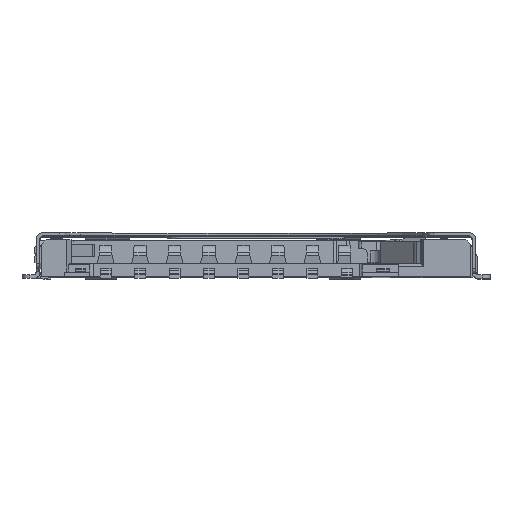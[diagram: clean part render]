
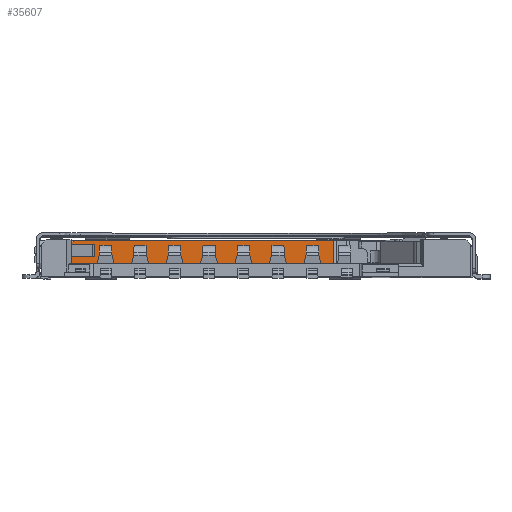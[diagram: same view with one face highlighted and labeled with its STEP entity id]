
A CAD part, top view. The second image highlights one B-rep face of the part: STEP entity #35607.
In plain terms, the highlighted planar face has unit normal (0, 0, 1).
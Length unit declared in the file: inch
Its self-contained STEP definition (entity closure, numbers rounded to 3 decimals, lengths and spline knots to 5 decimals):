
#394 = LINE ( 'NONE', #46518, #45300 ) ;
#703 = ORIENTED_EDGE ( 'NONE', *, *, #32639, .F. ) ;
#1120 = CARTESIAN_POINT ( 'NONE',  ( -0.20043, 0.01575, 0.05197 ) ) ;
#2342 = VECTOR ( 'NONE', #40688, 39.37008 ) ;
#3038 = VECTOR ( 'NONE', #20180, 39.37008 ) ;
#3316 = CARTESIAN_POINT ( 'NONE',  ( 0.09716, 0.01575, 0.05197 ) ) ;
#3635 = ORIENTED_EDGE ( 'NONE', *, *, #20579, .F. ) ;
#5200 = EDGE_CURVE ( 'NONE', #30789, #10246, #36534, .T. ) ;
#5919 = VECTOR ( 'NONE', #15996, 39.37008 ) ;
#6029 = EDGE_CURVE ( 'NONE', #20925, #32206, #46884, .T. ) ;
#6610 = DIRECTION ( 'NONE',  ( 0., 0., 1. ) ) ;
#9332 = DIRECTION ( 'NONE',  ( 0., -1., 0. ) ) ;
#10246 = VERTEX_POINT ( 'NONE', #30358 ) ;
#10345 = EDGE_CURVE ( 'NONE', #30789, #25023, #17267, .T. ) ;
#10443 = CARTESIAN_POINT ( 'NONE',  ( -0.23307, 0.04055, 0.05197 ) ) ;
#10939 = CARTESIAN_POINT ( 'NONE',  ( -0.23307, 0.01575, 0.05197 ) ) ;
#13455 = CARTESIAN_POINT ( 'NONE',  ( -0.03901, 0.01575, 0.05197 ) ) ;
#14193 = DIRECTION ( 'NONE',  ( 0., 1., 0. ) ) ;
#14711 = EDGE_CURVE ( 'NONE', #14808, #25023, #35751, .T. ) ;
#14808 = VERTEX_POINT ( 'NONE', #41887 ) ;
#15996 = DIRECTION ( 'NONE',  ( 1., 0., 0. ) ) ;
#17267 = LINE ( 'NONE', #23945, #19514 ) ;
#17523 = CARTESIAN_POINT ( 'NONE',  ( -0.03901, 0.01575, 0.05197 ) ) ;
#18637 = LINE ( 'NONE', #41644, #5919 ) ;
#19514 = VECTOR ( 'NONE', #31760, 39.37008 ) ;
#19753 = LINE ( 'NONE', #45632, #33614 ) ;
#20026 = ORIENTED_EDGE ( 'NONE', *, *, #6029, .F. ) ;
#20180 = DIRECTION ( 'NONE',  ( 0.707, 0.707, 0. ) ) ;
#20579 = EDGE_CURVE ( 'NONE', #42727, #28506, #18637, .T. ) ;
#20623 = VECTOR ( 'NONE', #33207, 39.37008 ) ;
#20925 = VERTEX_POINT ( 'NONE', #3316 ) ;
#21096 = LINE ( 'NONE', #17523, #42425 ) ;
#21123 = DIRECTION ( 'NONE',  ( 1., 0., 0. ) ) ;
#21374 = EDGE_CURVE ( 'NONE', #34189, #32206, #21096, .T. ) ;
#22048 = AXIS2_PLACEMENT_3D ( 'NONE', #35141, #6610, #21123 ) ;
#23505 = CARTESIAN_POINT ( 'NONE',  ( -0.23307, 0.04055, 0.05197 ) ) ;
#23744 = LINE ( 'NONE', #23505, #3038 ) ;
#23945 = CARTESIAN_POINT ( 'NONE',  ( -0.20043, 0.01575, 0.05197 ) ) ;
#24198 = CARTESIAN_POINT ( 'NONE',  ( -0.02535, 0.01575, 0.05197 ) ) ;
#24295 = EDGE_LOOP ( 'NONE', ( #3635, #703, #31989, #37507, #36351, #45635, #40900, #20026, #46842 ) ) ;
#25023 = VERTEX_POINT ( 'NONE', #10939 ) ;
#27796 = FACE_OUTER_BOUND ( 'NONE', #24295, .T. ) ;
#28038 = CARTESIAN_POINT ( 'NONE',  ( -0.20043, 0.01575, 0.05197 ) ) ;
#28506 = VERTEX_POINT ( 'NONE', #38182 ) ;
#29945 = VECTOR ( 'NONE', #9332, 39.37008 ) ;
#30358 = CARTESIAN_POINT ( 'NONE',  ( -0.18677, 0.01575, 0.05197 ) ) ;
#30446 = DIRECTION ( 'NONE',  ( -1., 0., 0. ) ) ;
#30789 = VERTEX_POINT ( 'NONE', #28038 ) ;
#31760 = DIRECTION ( 'NONE',  ( -1., 0., 0. ) ) ;
#31989 = ORIENTED_EDGE ( 'NONE', *, *, #14711, .T. ) ;
#32028 = DIRECTION ( 'NONE',  ( 1., 0., 0. ) ) ;
#32206 = VERTEX_POINT ( 'NONE', #24198 ) ;
#32639 = EDGE_CURVE ( 'NONE', #14808, #42727, #23744, .T. ) ;
#33207 = DIRECTION ( 'NONE',  ( 1., 0., 0. ) ) ;
#33614 = VECTOR ( 'NONE', #30446, 39.37008 ) ;
#34189 = VERTEX_POINT ( 'NONE', #13455 ) ;
#35141 = CARTESIAN_POINT ( 'NONE',  ( -0.06796, 0.03051, 0.05197 ) ) ;
#35607 = ADVANCED_FACE ( 'NONE', ( #27796 ), #39165, .T. ) ;
#35751 = LINE ( 'NONE', #10443, #29945 ) ;
#36351 = ORIENTED_EDGE ( 'NONE', *, *, #5200, .T. ) ;
#36534 = LINE ( 'NONE', #1120, #20623 ) ;
#37507 = ORIENTED_EDGE ( 'NONE', *, *, #10345, .F. ) ;
#38182 = CARTESIAN_POINT ( 'NONE',  ( 0.09716, 0.04528, 0.05197 ) ) ;
#38759 = EDGE_CURVE ( 'NONE', #34189, #10246, #19753, .T. ) ;
#39165 = PLANE ( 'NONE',  #22048 ) ;
#40688 = DIRECTION ( 'NONE',  ( -1., 0., 0. ) ) ;
#40900 = ORIENTED_EDGE ( 'NONE', *, *, #21374, .T. ) ;
#41644 = CARTESIAN_POINT ( 'NONE',  ( -0.22835, 0.04528, 0.05197 ) ) ;
#41887 = CARTESIAN_POINT ( 'NONE',  ( -0.23307, 0.04055, 0.05197 ) ) ;
#42425 = VECTOR ( 'NONE', #32028, 39.37008 ) ;
#42727 = VERTEX_POINT ( 'NONE', #45842 ) ;
#43314 = CARTESIAN_POINT ( 'NONE',  ( 0.09716, 0.01575, 0.05197 ) ) ;
#45300 = VECTOR ( 'NONE', #14193, 39.37008 ) ;
#45632 = CARTESIAN_POINT ( 'NONE',  ( -0.03901, 0.01575, 0.05197 ) ) ;
#45635 = ORIENTED_EDGE ( 'NONE', *, *, #38759, .F. ) ;
#45787 = EDGE_CURVE ( 'NONE', #20925, #28506, #394, .T. ) ;
#45842 = CARTESIAN_POINT ( 'NONE',  ( -0.22835, 0.04528, 0.05197 ) ) ;
#46518 = CARTESIAN_POINT ( 'NONE',  ( 0.09716, 0.01575, 0.05197 ) ) ;
#46842 = ORIENTED_EDGE ( 'NONE', *, *, #45787, .T. ) ;
#46884 = LINE ( 'NONE', #43314, #2342 ) ;
